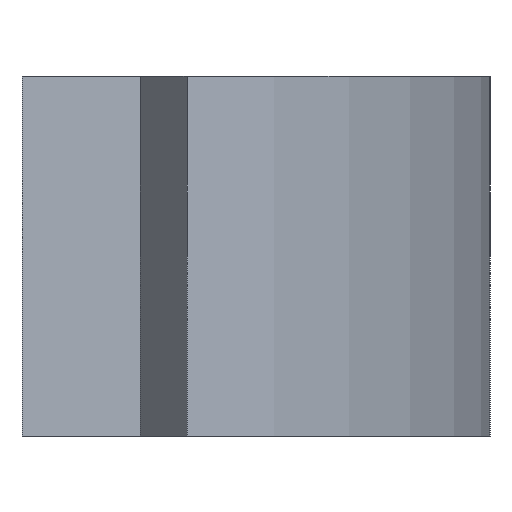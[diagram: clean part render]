
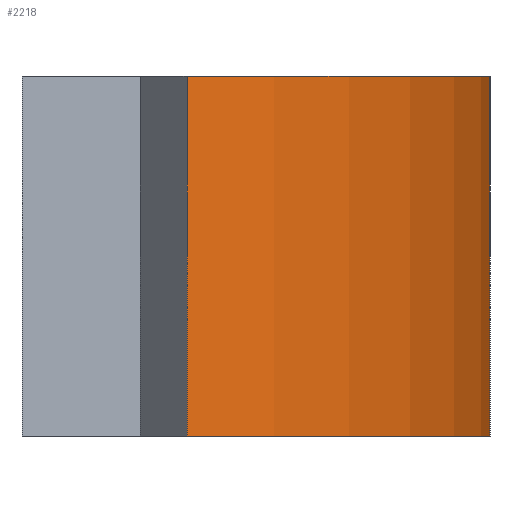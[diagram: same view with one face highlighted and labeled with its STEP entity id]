
A CAD part, left-side view. The second image highlights one B-rep face of the part: STEP entity #2218.
In plain terms, the highlighted cylindrical face has radius 23 mm (diameter 46 mm), a partial arc.
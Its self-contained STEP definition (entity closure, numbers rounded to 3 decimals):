
#26=CYLINDRICAL_SURFACE('',#2368,23.);
#164=FACE_OUTER_BOUND('',#290,.T.);
#290=EDGE_LOOP('',(#1891,#1892,#1893,#1894));
#323=CIRCLE('',#2253,23.);
#346=CIRCLE('',#2369,23.);
#610=LINE('',#3494,#892);
#613=LINE('',#3503,#895);
#892=VECTOR('',#2871,23.);
#895=VECTOR('',#2884,10.);
#923=VERTEX_POINT('',#2945);
#924=VERTEX_POINT('',#2947);
#1106=VERTEX_POINT('',#3491);
#1108=VERTEX_POINT('',#3501);
#1127=EDGE_CURVE('',#924,#923,#323,.T.);
#1400=EDGE_CURVE('',#923,#1106,#610,.T.);
#1404=EDGE_CURVE('',#1106,#1108,#346,.T.);
#1405=EDGE_CURVE('',#1108,#924,#613,.T.);
#1891=ORIENTED_EDGE('',*,*,#1127,.T.);
#1892=ORIENTED_EDGE('',*,*,#1400,.T.);
#1893=ORIENTED_EDGE('',*,*,#1404,.T.);
#1894=ORIENTED_EDGE('',*,*,#1405,.T.);
#2218=ADVANCED_FACE('',(#164),#26,.T.);
#2253=AXIS2_PLACEMENT_3D('',#2948,#2396,#2397);
#2368=AXIS2_PLACEMENT_3D('',#3500,#2880,#2881);
#2369=AXIS2_PLACEMENT_3D('',#3502,#2882,#2883);
#2396=DIRECTION('center_axis',(0.,0.,1.));
#2397=DIRECTION('ref_axis',(-0.828,-0.561,0.));
#2871=DIRECTION('',(0.,0.,1.));
#2880=DIRECTION('center_axis',(0.,0.,1.));
#2881=DIRECTION('ref_axis',(-0.828,-0.561,0.));
#2882=DIRECTION('center_axis',(0.,0.,-1.));
#2883=DIRECTION('ref_axis',(-0.828,-0.561,0.));
#2884=DIRECTION('',(0.,0.,-1.));
#2945=CARTESIAN_POINT('',(19.04,-15.6,0.));
#2947=CARTESIAN_POINT('',(0.,-5.502,0.));
#2948=CARTESIAN_POINT('Origin',(19.04,7.4,0.));
#3491=CARTESIAN_POINT('',(19.04,-15.6,12.));
#3494=CARTESIAN_POINT('',(19.04,-15.6,0.));
#3500=CARTESIAN_POINT('Origin',(19.04,7.4,0.));
#3501=CARTESIAN_POINT('',(0.,-5.502,12.));
#3502=CARTESIAN_POINT('Origin',(19.04,7.4,12.));
#3503=CARTESIAN_POINT('',(0.,-5.502,0.));
